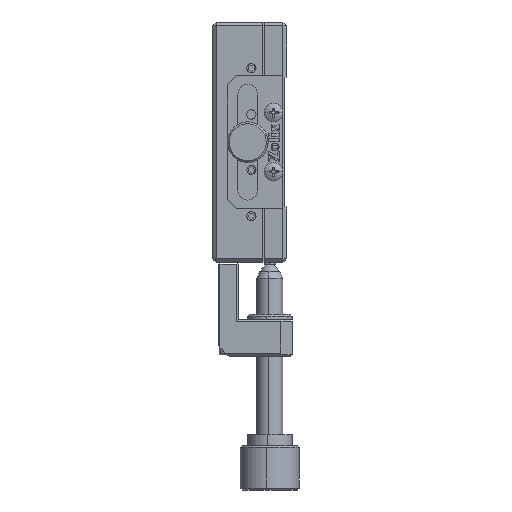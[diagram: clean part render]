
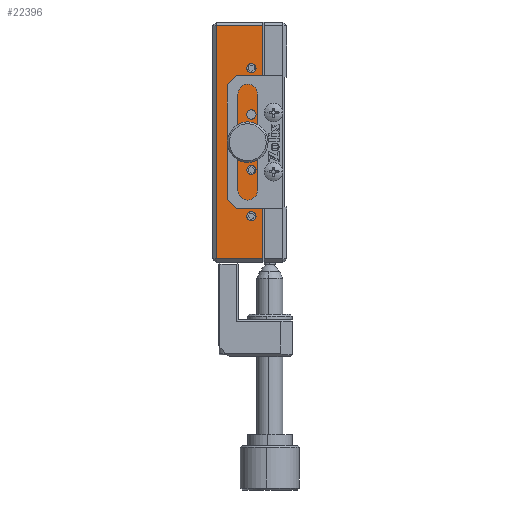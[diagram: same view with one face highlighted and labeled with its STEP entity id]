
A CAD part, left-side view. The second image highlights one B-rep face of the part: STEP entity #22396.
In plain terms, the highlighted planar face has unit normal (-1, 0, 0).
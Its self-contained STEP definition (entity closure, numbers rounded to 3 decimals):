
#21 = DIRECTION ( 'NONE',  ( -1., 0., 0. ) ) ;
#77 = VERTEX_POINT ( 'NONE', #980 ) ;
#302 = VECTOR ( 'NONE', #7539, 1000. ) ;
#355 = VECTOR ( 'NONE', #18174, 1000. ) ;
#447 = VERTEX_POINT ( 'NONE', #18639 ) ;
#557 = ORIENTED_EDGE ( 'NONE', *, *, #4101, .T. ) ;
#980 = CARTESIAN_POINT ( 'NONE',  ( -31.062, 5.196, 104.919 ) ) ;
#1046 = VERTEX_POINT ( 'NONE', #19172 ) ;
#1602 = CARTESIAN_POINT ( 'NONE',  ( -31.062, -7.304, 40.919 ) ) ;
#2052 = EDGE_LOOP ( 'NONE', ( #9208, #19163 ) ) ;
#2054 = CARTESIAN_POINT ( 'NONE',  ( -31.062, -4.304, 53.419 ) ) ;
#2335 = EDGE_CURVE ( 'NONE', #3845, #10855, #6382, .T. ) ;
#2759 = DIRECTION ( 'NONE',  ( -1., 0., 0. ) ) ;
#2881 = VERTEX_POINT ( 'NONE', #24455 ) ;
#3001 = CARTESIAN_POINT ( 'NONE',  ( -31.062, -7.304, 41.919 ) ) ;
#3116 = EDGE_CURVE ( 'NONE', #24352, #20168, #18473, .T. ) ;
#3180 = VECTOR ( 'NONE', #17962, 1000. ) ;
#3225 = EDGE_LOOP ( 'NONE', ( #23547, #6312, #10846, #557 ) ) ;
#3305 = CARTESIAN_POINT ( 'NONE',  ( -31.062, -4.304, 53.419 ) ) ;
#3370 = CIRCLE ( 'NONE', #7034, 1.25 ) ;
#3616 = ORIENTED_EDGE ( 'NONE', *, *, #6240, .F. ) ;
#3680 = AXIS2_PLACEMENT_3D ( 'NONE', #1602, #20615, #11273 ) ;
#3845 = VERTEX_POINT ( 'NONE', #5889 ) ;
#3904 = ORIENTED_EDGE ( 'NONE', *, *, #23996, .F. ) ;
#3972 = DIRECTION ( 'NONE',  ( -1., 0., 0. ) ) ;
#4101 = EDGE_CURVE ( 'NONE', #447, #24352, #24910, .T. ) ;
#4466 = ORIENTED_EDGE ( 'NONE', *, *, #13819, .F. ) ;
#4469 = DIRECTION ( 'NONE',  ( 0., 0., 1. ) ) ;
#4524 = VERTEX_POINT ( 'NONE', #11531 ) ;
#4559 = CARTESIAN_POINT ( 'NONE',  ( -31.062, -4.304, 65.919 ) ) ;
#4740 = EDGE_LOOP ( 'NONE', ( #20994, #8776 ) ) ;
#4892 = CIRCLE ( 'NONE', #7137, 1.25 ) ;
#5280 = DIRECTION ( 'NONE',  ( -1., 0., 0. ) ) ;
#5458 = DIRECTION ( 'NONE',  ( -1., 0., 0. ) ) ;
#5674 = VERTEX_POINT ( 'NONE', #10877 ) ;
#5889 = CARTESIAN_POINT ( 'NONE',  ( -31.062, -4.304, 67.169 ) ) ;
#6145 = AXIS2_PLACEMENT_3D ( 'NONE', #22829, #11297, #24780 ) ;
#6240 = EDGE_CURVE ( 'NONE', #2881, #8805, #3370, .T. ) ;
#6312 = ORIENTED_EDGE ( 'NONE', *, *, #9314, .T. ) ;
#6382 = CIRCLE ( 'NONE', #7936, 1.25 ) ;
#7034 = AXIS2_PLACEMENT_3D ( 'NONE', #2054, #3972, #17543 ) ;
#7137 = AXIS2_PLACEMENT_3D ( 'NONE', #20759, #5458, #7232 ) ;
#7232 = DIRECTION ( 'NONE',  ( 0., 0., 1. ) ) ;
#7432 = PLANE ( 'NONE',  #3680 ) ;
#7539 = DIRECTION ( 'NONE',  ( 0., 0., 1. ) ) ;
#7876 = CARTESIAN_POINT ( 'NONE',  ( -31.062, -4.304, 54.669 ) ) ;
#7936 = AXIS2_PLACEMENT_3D ( 'NONE', #14913, #5280, #18847 ) ;
#7982 = FACE_BOUND ( 'NONE', #16562, .T. ) ;
#8303 = DIRECTION ( 'NONE',  ( -1., 0., 0. ) ) ;
#8666 = CARTESIAN_POINT ( 'NONE',  ( -31.062, -4.304, 93.419 ) ) ;
#8767 = CIRCLE ( 'NONE', #6145, 2.1 ) ;
#8776 = ORIENTED_EDGE ( 'NONE', *, *, #21224, .F. ) ;
#8805 = VERTEX_POINT ( 'NONE', #7876 ) ;
#9208 = ORIENTED_EDGE ( 'NONE', *, *, #2335, .F. ) ;
#9314 = EDGE_CURVE ( 'NONE', #20168, #77, #13751, .T. ) ;
#9514 = VECTOR ( 'NONE', #24306, 1000. ) ;
#9711 = CIRCLE ( 'NONE', #19679, 2.1 ) ;
#9828 = FACE_BOUND ( 'NONE', #23462, .T. ) ;
#10330 = ORIENTED_EDGE ( 'NONE', *, *, #17949, .F. ) ;
#10590 = DIRECTION ( 'NONE',  ( 0., 0., 1. ) ) ;
#10675 = LINE ( 'NONE', #14339, #355 ) ;
#10756 = CARTESIAN_POINT ( 'NONE',  ( -31.062, -3.304, 73.419 ) ) ;
#10846 = ORIENTED_EDGE ( 'NONE', *, *, #12540, .T. ) ;
#10855 = VERTEX_POINT ( 'NONE', #18897 ) ;
#10863 = CARTESIAN_POINT ( 'NONE',  ( -31.062, -4.304, 79.669 ) ) ;
#10877 = CARTESIAN_POINT ( 'NONE',  ( -31.062, -3.304, 75.519 ) ) ;
#11273 = DIRECTION ( 'NONE',  ( 0., 0., 1. ) ) ;
#11297 = DIRECTION ( 'NONE',  ( -1., 0., 0. ) ) ;
#11531 = CARTESIAN_POINT ( 'NONE',  ( -31.062, -4.304, 94.669 ) ) ;
#11885 = EDGE_CURVE ( 'NONE', #22323, #4524, #4892, .T. ) ;
#11939 = FACE_OUTER_BOUND ( 'NONE', #3225, .T. ) ;
#12482 = CARTESIAN_POINT ( 'NONE',  ( -31.062, -7.304, 104.919 ) ) ;
#12540 = EDGE_CURVE ( 'NONE', #77, #447, #10675, .T. ) ;
#12784 = AXIS2_PLACEMENT_3D ( 'NONE', #22066, #8303, #4469 ) ;
#13123 = FACE_BOUND ( 'NONE', #2052, .T. ) ;
#13371 = CARTESIAN_POINT ( 'NONE',  ( -31.062, -7.304, 40.919 ) ) ;
#13552 = DIRECTION ( 'NONE',  ( 0., 0., 1. ) ) ;
#13625 = CARTESIAN_POINT ( 'NONE',  ( -31.062, -4.304, 80.919 ) ) ;
#13751 = LINE ( 'NONE', #16080, #3180 ) ;
#13819 = EDGE_CURVE ( 'NONE', #5674, #21373, #8767, .T. ) ;
#13971 = EDGE_CURVE ( 'NONE', #1046, #15248, #18136, .T. ) ;
#14339 = CARTESIAN_POINT ( 'NONE',  ( -31.062, 5.196, 40.919 ) ) ;
#14568 = DIRECTION ( 'NONE',  ( -1., 0., 0. ) ) ;
#14913 = CARTESIAN_POINT ( 'NONE',  ( -31.062, -4.304, 65.919 ) ) ;
#15170 = AXIS2_PLACEMENT_3D ( 'NONE', #8666, #14568, #16365 ) ;
#15248 = VERTEX_POINT ( 'NONE', #10863 ) ;
#15255 = CARTESIAN_POINT ( 'NONE',  ( -31.062, -3.304, 71.319 ) ) ;
#15435 = AXIS2_PLACEMENT_3D ( 'NONE', #4559, #22005, #24451 ) ;
#15771 = AXIS2_PLACEMENT_3D ( 'NONE', #3305, #16676, #22405 ) ;
#16080 = CARTESIAN_POINT ( 'NONE',  ( -31.062, -7.304, 104.919 ) ) ;
#16365 = DIRECTION ( 'NONE',  ( 0., 0., 1. ) ) ;
#16503 = CARTESIAN_POINT ( 'NONE',  ( -31.062, -4.304, 92.169 ) ) ;
#16562 = EDGE_LOOP ( 'NONE', ( #4466, #10330 ) ) ;
#16676 = DIRECTION ( 'NONE',  ( -1., 0., 0. ) ) ;
#17057 = FACE_BOUND ( 'NONE', #17769, .T. ) ;
#17543 = DIRECTION ( 'NONE',  ( 0., 0., 1. ) ) ;
#17769 = EDGE_LOOP ( 'NONE', ( #3904, #3616 ) ) ;
#17949 = EDGE_CURVE ( 'NONE', #21373, #5674, #9711, .T. ) ;
#17962 = DIRECTION ( 'NONE',  ( 0., 1., 0. ) ) ;
#18136 = CIRCLE ( 'NONE', #12784, 1.25 ) ;
#18174 = DIRECTION ( 'NONE',  ( 0., 0., -1. ) ) ;
#18301 = CIRCLE ( 'NONE', #19417, 1.25 ) ;
#18473 = LINE ( 'NONE', #13371, #302 ) ;
#18639 = CARTESIAN_POINT ( 'NONE',  ( -31.062, 5.196, 41.919 ) ) ;
#18847 = DIRECTION ( 'NONE',  ( 0., 0., 1. ) ) ;
#18897 = CARTESIAN_POINT ( 'NONE',  ( -31.062, -4.304, 64.669 ) ) ;
#19163 = ORIENTED_EDGE ( 'NONE', *, *, #23956, .F. ) ;
#19172 = CARTESIAN_POINT ( 'NONE',  ( -31.062, -4.304, 82.169 ) ) ;
#19417 = AXIS2_PLACEMENT_3D ( 'NONE', #13625, #21, #13552 ) ;
#19679 = AXIS2_PLACEMENT_3D ( 'NONE', #10756, #2759, #10590 ) ;
#20168 = VERTEX_POINT ( 'NONE', #12482 ) ;
#20615 = DIRECTION ( 'NONE',  ( -1., 0., 0. ) ) ;
#20759 = CARTESIAN_POINT ( 'NONE',  ( -31.062, -4.304, 93.419 ) ) ;
#20994 = ORIENTED_EDGE ( 'NONE', *, *, #13971, .F. ) ;
#21224 = EDGE_CURVE ( 'NONE', #15248, #1046, #18301, .T. ) ;
#21373 = VERTEX_POINT ( 'NONE', #15255 ) ;
#21605 = CIRCLE ( 'NONE', #15435, 1.25 ) ;
#21718 = EDGE_CURVE ( 'NONE', #4524, #22323, #22828, .T. ) ;
#22005 = DIRECTION ( 'NONE',  ( -1., 0., 0. ) ) ;
#22066 = CARTESIAN_POINT ( 'NONE',  ( -31.062, -4.304, 80.919 ) ) ;
#22151 = ORIENTED_EDGE ( 'NONE', *, *, #21718, .F. ) ;
#22306 = ORIENTED_EDGE ( 'NONE', *, *, #11885, .F. ) ;
#22323 = VERTEX_POINT ( 'NONE', #16503 ) ;
#22396 = ADVANCED_FACE ( 'NONE', ( #13123, #17057, #9828, #22482, #7982, #11939 ), #7432, .T. ) ;
#22405 = DIRECTION ( 'NONE',  ( 0., 0., 1. ) ) ;
#22482 = FACE_BOUND ( 'NONE', #4740, .T. ) ;
#22828 = CIRCLE ( 'NONE', #15170, 1.25 ) ;
#22829 = CARTESIAN_POINT ( 'NONE',  ( -31.062, -3.304, 73.419 ) ) ;
#23321 = CARTESIAN_POINT ( 'NONE',  ( -31.062, -7.304, 41.919 ) ) ;
#23462 = EDGE_LOOP ( 'NONE', ( #22151, #22306 ) ) ;
#23547 = ORIENTED_EDGE ( 'NONE', *, *, #3116, .T. ) ;
#23956 = EDGE_CURVE ( 'NONE', #10855, #3845, #21605, .T. ) ;
#23995 = CIRCLE ( 'NONE', #15771, 1.25 ) ;
#23996 = EDGE_CURVE ( 'NONE', #8805, #2881, #23995, .T. ) ;
#24306 = DIRECTION ( 'NONE',  ( 0., -1., 0. ) ) ;
#24352 = VERTEX_POINT ( 'NONE', #23321 ) ;
#24451 = DIRECTION ( 'NONE',  ( 0., 0., 1. ) ) ;
#24455 = CARTESIAN_POINT ( 'NONE',  ( -31.062, -4.304, 52.169 ) ) ;
#24780 = DIRECTION ( 'NONE',  ( 0., 0., 1. ) ) ;
#24910 = LINE ( 'NONE', #3001, #9514 ) ;
